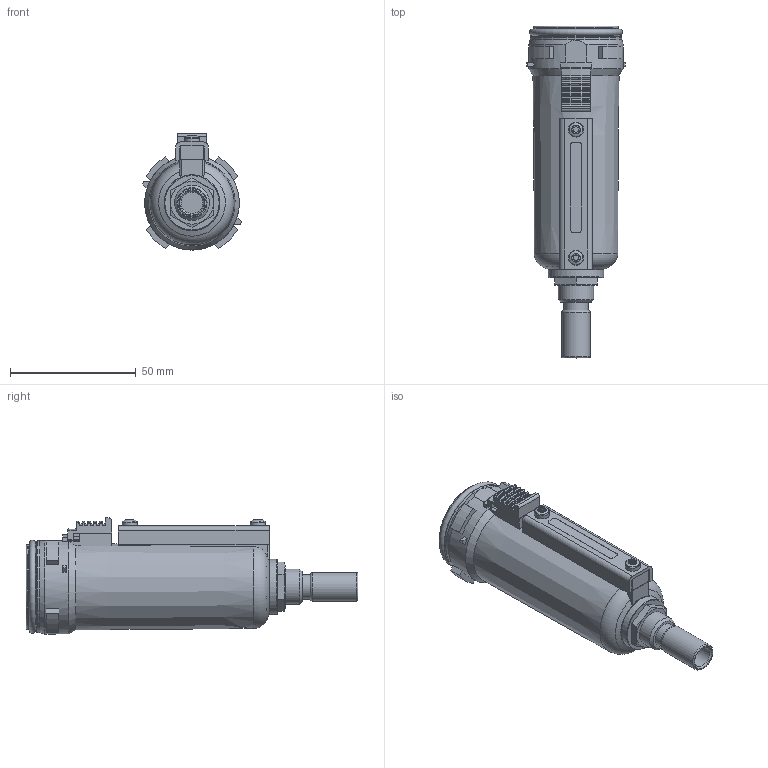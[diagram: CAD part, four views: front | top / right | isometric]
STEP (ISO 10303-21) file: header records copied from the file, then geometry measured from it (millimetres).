
FILE_DESCRIPTION(/* description */ ('STEP AP214'),/* implementation_level */ '2;1');
FILE_NAME(/* name */ '027211',/* time_stamp */ '2026-03-18T12:02:29+01:00',/* author */ ('License CC BY-ND 4.0'),/* organization */ ('CADENAS'),/* preprocessor_version */ 'ST-DEVELOPER v20',/* originating_system */ 'PARTsolutions',/* authorisation */ ' ');
FILE_SCHEMA (('AUTOMOTIVE_DESIGN {1 0 10303 214 3 1 1}'));
Length unit declared in the file: millimetre
Products named in the file (5): 027211; 027211_G; 027211_A; 027211_RE; 027211_DIS
Assembly tree (4 placements, depth 2):
  027211
    027211_G
    027211_A
    027211_RE
    027211_DIS
Bounding box: 39.23 x 132 x 46.2 mm (x, y, z)
Volume: 101267.6 mm3; surface area: 20492.6 mm2
Topology: 4 solids, 4 shells, 269 faces, 699 edges, 455 vertices
Faces by surface type: plane 139, cylinder 73, torus 38, cone 17, sphere 2
Full cylindrical faces by diameter (mm): 6 x2, 8.566 x1, 9.728 x1, 11.3 x1, 14 x1, 22 x1, 32.6 x2, 33.8 x1, 36.5 x1
Entity records: 9422 total; most frequent: CARTESIAN_POINT 1665, DIRECTION 1335, ORIENTED_EDGE 1318, EDGE_CURVE 659, AXIS2_PLACEMENT_3D 488, VERTEX_POINT 448, LINE 359, VECTOR 359
